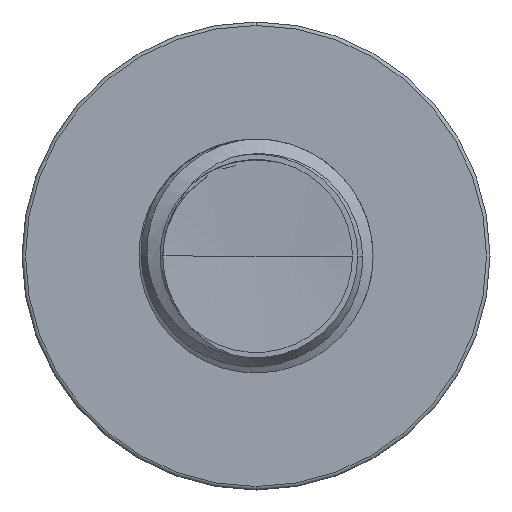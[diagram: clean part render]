
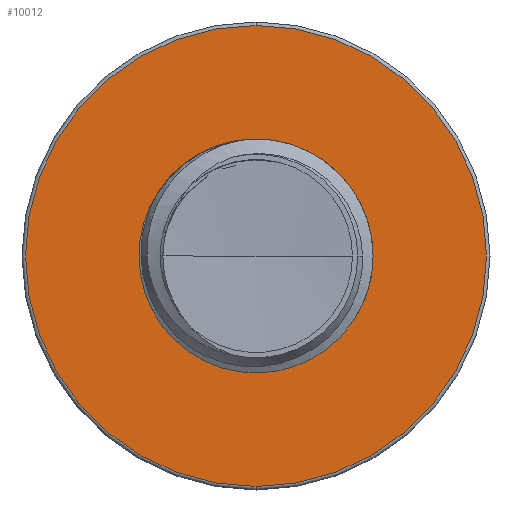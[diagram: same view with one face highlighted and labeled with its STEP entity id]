
A CAD part, front view. The second image highlights one B-rep face of the part: STEP entity #10012.
In plain terms, the highlighted planar face has unit normal (0, -1, 0).
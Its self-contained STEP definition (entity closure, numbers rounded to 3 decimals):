
#426 = DIRECTION ( 'NONE',  ( 0., 0., -1. ) ) ;
#932 = CARTESIAN_POINT ( 'NONE',  ( 0., 17.5, 2.923 ) ) ;
#1565 = DIRECTION ( 'NONE',  ( 0., 0., -1. ) ) ;
#2632 = AXIS2_PLACEMENT_3D ( 'NONE', #25085, #7145, #28113 ) ;
#3320 = EDGE_LOOP ( 'NONE', ( #10144, #8046 ) ) ;
#4716 = AXIS2_PLACEMENT_3D ( 'NONE', #37308, #19382, #1565 ) ;
#5010 = ORIENTED_EDGE ( 'NONE', *, *, #18861, .F. ) ;
#5208 = EDGE_LOOP ( 'NONE', ( #27110, #5010 ) ) ;
#5340 = CIRCLE ( 'NONE', #2632, 2.923 ) ;
#7145 = DIRECTION ( 'NONE',  ( 0., -1., 0. ) ) ;
#8046 = ORIENTED_EDGE ( 'NONE', *, *, #26549, .T. ) ;
#8637 = CARTESIAN_POINT ( 'NONE',  ( 0., 17.5, 0. ) ) ;
#8712 = VERTEX_POINT ( 'NONE', #35953 ) ;
#9021 = AXIS2_PLACEMENT_3D ( 'NONE', #932, #15882, #24986 ) ;
#10012 = ADVANCED_FACE ( 'NONE', ( #18945, #36794 ), #21929, .T. ) ;
#10144 = ORIENTED_EDGE ( 'NONE', *, *, #17939, .T. ) ;
#11672 = DIRECTION ( 'NONE',  ( 0., 0., -1. ) ) ;
#12710 = VERTEX_POINT ( 'NONE', #21885 ) ;
#13750 = AXIS2_PLACEMENT_3D ( 'NONE', #36206, #18207, #426 ) ;
#15882 = DIRECTION ( 'NONE',  ( 0., -1., 0. ) ) ;
#16396 = VERTEX_POINT ( 'NONE', #18196 ) ;
#17939 = EDGE_CURVE ( 'NONE', #16396, #12710, #29808, .T. ) ;
#18196 = CARTESIAN_POINT ( 'NONE',  ( 0., 17.5, -5.91 ) ) ;
#18207 = DIRECTION ( 'NONE',  ( 0., -1., 0. ) ) ;
#18861 = EDGE_CURVE ( 'NONE', #8712, #22407, #5340, .T. ) ;
#18945 = FACE_OUTER_BOUND ( 'NONE', #3320, .T. ) ;
#19382 = DIRECTION ( 'NONE',  ( 0., -1., 0. ) ) ;
#21885 = CARTESIAN_POINT ( 'NONE',  ( 0., 17.5, 5.91 ) ) ;
#21929 = PLANE ( 'NONE',  #9021 ) ;
#22407 = VERTEX_POINT ( 'NONE', #38641 ) ;
#23033 = AXIS2_PLACEMENT_3D ( 'NONE', #8637, #29647, #11672 ) ;
#24986 = DIRECTION ( 'NONE',  ( 0., 0., -1. ) ) ;
#25085 = CARTESIAN_POINT ( 'NONE',  ( 0., 17.5, 0. ) ) ;
#26179 = EDGE_CURVE ( 'NONE', #22407, #8712, #33104, .T. ) ;
#26549 = EDGE_CURVE ( 'NONE', #12710, #16396, #37190, .T. ) ;
#27110 = ORIENTED_EDGE ( 'NONE', *, *, #26179, .F. ) ;
#28113 = DIRECTION ( 'NONE',  ( 0., 0., -1. ) ) ;
#29647 = DIRECTION ( 'NONE',  ( 0., -1., 0. ) ) ;
#29808 = CIRCLE ( 'NONE', #4716, 5.91 ) ;
#33104 = CIRCLE ( 'NONE', #13750, 2.923 ) ;
#35953 = CARTESIAN_POINT ( 'NONE',  ( 0., 17.5, 2.923 ) ) ;
#36206 = CARTESIAN_POINT ( 'NONE',  ( 0., 17.5, 0. ) ) ;
#36794 = FACE_BOUND ( 'NONE', #5208, .T. ) ;
#37190 = CIRCLE ( 'NONE', #23033, 5.91 ) ;
#37308 = CARTESIAN_POINT ( 'NONE',  ( 0., 17.5, 0. ) ) ;
#38641 = CARTESIAN_POINT ( 'NONE',  ( 0., 17.5, -2.923 ) ) ;
